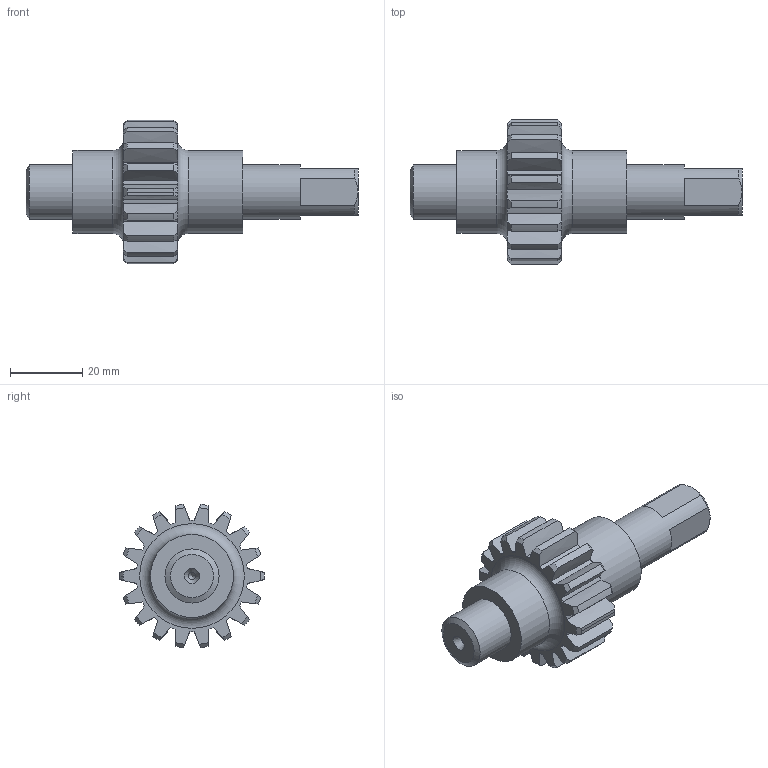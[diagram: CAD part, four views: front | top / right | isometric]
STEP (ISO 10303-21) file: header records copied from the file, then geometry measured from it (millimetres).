
FILE_DESCRIPTION(('FreeCAD Model'),'2;1');
FILE_NAME('Open CASCADE Shape Model','2024-12-30T13:52:21',('Author'),( ''),'Open CASCADE STEP processor 7.6','FreeCAD','Unknown');
FILE_SCHEMA(('AUTOMOTIVE_DESIGN { 1 0 10303 214 1 1 1 1 }'));
Length unit declared in the file: millimetre
Products named in the file (1): SOLID
Bounding box: 92 x 40 x 39.69 mm (x, y, z)
Volume: 36303.9 mm3; surface area: 9627 mm2
Topology: 1 solids, 1 shells, 142 faces, 402 edges, 266 vertices
Faces by surface type: cone 47, cylinder 43, extrusion 36, plane 14, torus 2
Full cylindrical faces by diameter (mm): 2 x2, 15 x2, 23 x2
Entity records: 4860 total; most frequent: CARTESIAN_POINT 1313, ORIENTED_EDGE 800, DIRECTION 648, EDGE_CURVE 400, VERTEX_POINT 266, AXIS2_PLACEMENT_3D 257, B_SPLINE_CURVE_WITH_KNOTS 188, CIRCLE 150
